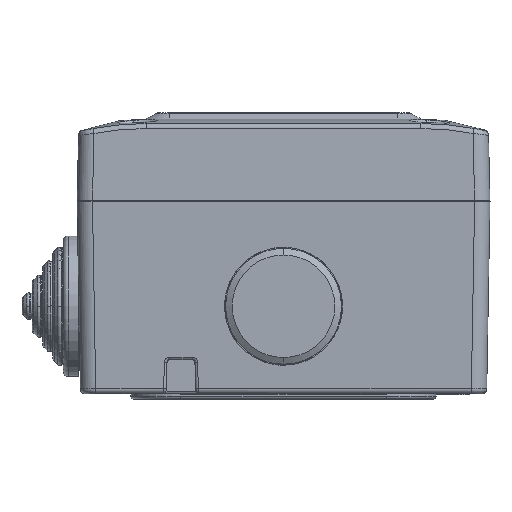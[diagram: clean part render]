
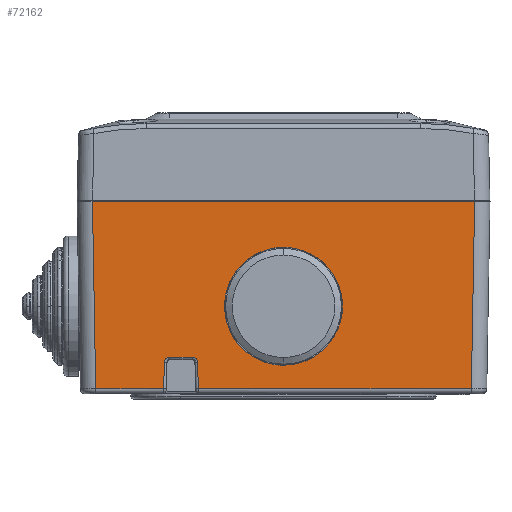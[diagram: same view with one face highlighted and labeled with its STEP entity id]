
A CAD part, left-side view. The second image highlights one B-rep face of the part: STEP entity #72162.
In plain terms, the highlighted face is planar.
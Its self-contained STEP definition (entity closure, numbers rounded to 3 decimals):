
#20 = CARTESIAN_POINT ( 'NONE',  ( 54.944, 0., -47.6 ) ) ;
#273 = VECTOR ( 'NONE', #26389, 1000. ) ;
#699 = CARTESIAN_POINT ( 'NONE',  ( 54.957, -16.787, -46.869 ) ) ;
#889 = CARTESIAN_POINT ( 'NONE',  ( 54.955, -16.783, -46.974 ) ) ;
#1917 = VECTOR ( 'NONE', #62238, 1000. ) ;
#2136 = ORIENTED_EDGE ( 'NONE', *, *, #22579, .T. ) ;
#2908 = VECTOR ( 'NONE', #48856, 1000. ) ;
#3766 = EDGE_LOOP ( 'NONE', ( #29376, #35298 ) ) ;
#4433 = CARTESIAN_POINT ( 'NONE',  ( 55.345, -23., -24.6 ) ) ;
#4667 = CARTESIAN_POINT ( 'NONE',  ( 54.965, -23.027, -46.395 ) ) ;
#5137 = AXIS2_PLACEMENT_3D ( 'NONE', #66542, #6187, #59744 ) ;
#5660 = B_SPLINE_CURVE_WITH_KNOTS ( 'NONE', 3,
 ( #65836, #12527, #54815, #53799, #59549, #66089, #699, #60328 ),
 .UNSPECIFIED., .F., .F.,
 ( 4, 1, 1, 1, 1, 4 ),
 ( 0., 0.2, 0.4, 0.6, 0.8, 1. ),
 .UNSPECIFIED. ) ;
#6187 = DIRECTION ( 'NONE',  ( 1., 0., -0.017 ) ) ;
#6661 = ORIENTED_EDGE ( 'NONE', *, *, #48196, .F. ) ;
#7366 = VERTEX_POINT ( 'NONE', #33416 ) ;
#7595 = LINE ( 'NONE', #14723, #1917 ) ;
#7956 = EDGE_CURVE ( 'NONE', #12599, #57340, #37313, .T. ) ;
#9042 = FACE_BOUND ( 'NONE', #3766, .T. ) ;
#9348 = DIRECTION ( 'NONE',  ( 0.017, -0.035, 0.999 ) ) ;
#10485 = CARTESIAN_POINT ( 'NONE',  ( 55.345, 0., -24.6 ) ) ;
#11389 = LINE ( 'NONE', #67492, #2908 ) ;
#12527 = CARTESIAN_POINT ( 'NONE',  ( 54.972, -17.678, -46.009 ) ) ;
#12599 = VERTEX_POINT ( 'NONE', #42736 ) ;
#13696 = VERTEX_POINT ( 'NONE', #20 ) ;
#14310 = ORIENTED_EDGE ( 'NONE', *, *, #30027, .F. ) ;
#14314 = VERTEX_POINT ( 'NONE', #18990 ) ;
#14357 = VERTEX_POINT ( 'NONE', #889 ) ;
#14455 = DIRECTION ( 'NONE',  ( -0.017, -0.017, -1. ) ) ;
#14723 = CARTESIAN_POINT ( 'NONE',  ( 54.972, -22.217, -46.009 ) ) ;
#15617 = CARTESIAN_POINT ( 'NONE',  ( 54.863, -16.6, -52.217 ) ) ;
#16374 = CARTESIAN_POINT ( 'NONE',  ( 54.955, -23.217, -46.974 ) ) ;
#16908 = VECTOR ( 'NONE', #9348, 1000. ) ;
#18990 = CARTESIAN_POINT ( 'NONE',  ( 54.972, -22.217, -46.009 ) ) ;
#19777 = EDGE_CURVE ( 'NONE', #47535, #51279, #30352, .T. ) ;
#20651 = CARTESIAN_POINT ( 'NONE',  ( 54.944, 23., -47.6 ) ) ;
#22546 = CARTESIAN_POINT ( 'NONE',  ( 55.345, 0., -24.6 ) ) ;
#22579 = EDGE_CURVE ( 'NONE', #7366, #14357, #5660, .T. ) ;
#23031 = CARTESIAN_POINT ( 'NONE',  ( 54.969, -22.802, -46.178 ) ) ;
#23295 = CARTESIAN_POINT ( 'NONE',  ( 54.972, -22.322, -46.009 ) ) ;
#24558 = EDGE_CURVE ( 'NONE', #56242, #13696, #38203, .T. ) ;
#24678 = CARTESIAN_POINT ( 'NONE',  ( 54.863, -23.4, -52.217 ) ) ;
#25670 = CARTESIAN_POINT ( 'NONE',  ( 55.345, 23., -24.6 ) ) ;
#25952 = VECTOR ( 'NONE', #33574, 1000. ) ;
#26389 = DIRECTION ( 'NONE',  ( 0., -1., 0. ) ) ;
#26870 = B_SPLINE_CURVE_WITH_KNOTS ( 'NONE', 3,
 ( #41711, #40663, #53544, #4667, #23031, #64812, #23295, #46929 ),
 .UNSPECIFIED., .F., .F.,
 ( 4, 1, 1, 1, 1, 4 ),
 ( 0., 0.2, 0.4, 0.6, 0.8, 1. ),
 .UNSPECIFIED. ) ;
#27519 = EDGE_CURVE ( 'NONE', #13696, #56242, #39590, .T. ) ;
#28363 = LINE ( 'NONE', #32844, #55697 ) ;
#28585 = CARTESIAN_POINT ( 'NONE',  ( 54.944, -23., -47.6 ) ) ;
#29235 = VECTOR ( 'NONE', #30742, 1000. ) ;
#29376 = ORIENTED_EDGE ( 'NONE', *, *, #24558, .F. ) ;
#29708 = CARTESIAN_POINT ( 'NONE',  ( 55.501, -37.266, -15.7 ) ) ;
#29723 = ORIENTED_EDGE ( 'NONE', *, *, #69552, .T. ) ;
#30027 = EDGE_CURVE ( 'NONE', #43698, #31069, #64038, .T. ) ;
#30231 = EDGE_CURVE ( 'NONE', #45710, #57340, #11389, .T. ) ;
#30352 = LINE ( 'NONE', #61867, #273 ) ;
#30742 = DIRECTION ( 'NONE',  ( 0., -1., 0. ) ) ;
#31069 = VERTEX_POINT ( 'NONE', #52681 ) ;
#32844 = CARTESIAN_POINT ( 'NONE',  ( 55.501, 37.266, -15.7 ) ) ;
#33416 = CARTESIAN_POINT ( 'NONE',  ( 54.972, -17.783, -46.009 ) ) ;
#33574 = DIRECTION ( 'NONE',  ( 0.017, -0.017, 1. ) ) ;
#33970 = DIRECTION ( 'NONE',  ( -0.017, -0.035, -0.999 ) ) ;
#35298 = ORIENTED_EDGE ( 'NONE', *, *, #27519, .F. ) ;
#36647 = PLANE ( 'NONE',  #5137 ) ;
#37231 = FACE_OUTER_BOUND ( 'NONE', #47094, .T. ) ;
#37313 = LINE ( 'NONE', #45847, #25952 ) ;
#38203 =( BOUNDED_CURVE ( )  B_SPLINE_CURVE ( 3, ( #22546, #4433, #28585, #76688 ),
 .UNSPECIFIED., .F., .T. ) 
 B_SPLINE_CURVE_WITH_KNOTS ( ( 4, 4 ),
 ( 3.142, 6.283 ),
 .UNSPECIFIED. ) 
 CURVE ( )  GEOMETRIC_REPRESENTATION_ITEM ( )  RATIONAL_B_SPLINE_CURVE ( ( 1., 0.333, 0.333, 1. ) ) 
 REPRESENTATION_ITEM ( '' )  );
#39590 =( BOUNDED_CURVE ( )  B_SPLINE_CURVE ( 3, ( #74277, #20651, #25670, #74018 ),
 .UNSPECIFIED., .F., .T. ) 
 B_SPLINE_CURVE_WITH_KNOTS ( ( 4, 4 ),
 ( 0., 3.142 ),
 .UNSPECIFIED. ) 
 CURVE ( )  GEOMETRIC_REPRESENTATION_ITEM ( )  RATIONAL_B_SPLINE_CURVE ( ( 1., 0.333, 0.333, 1. ) ) 
 REPRESENTATION_ITEM ( '' )  );
#40663 = CARTESIAN_POINT ( 'NONE',  ( 54.957, -23.213, -46.869 ) ) ;
#41711 = CARTESIAN_POINT ( 'NONE',  ( 54.955, -23.217, -46.974 ) ) ;
#42736 = CARTESIAN_POINT ( 'NONE',  ( 54.863, -36.628, -52.217 ) ) ;
#43414 = CARTESIAN_POINT ( 'NONE',  ( 54.863, 36.628, -52.217 ) ) ;
#43698 = VERTEX_POINT ( 'NONE', #16374 ) ;
#44381 = ORIENTED_EDGE ( 'NONE', *, *, #7956, .F. ) ;
#45710 = VERTEX_POINT ( 'NONE', #76183 ) ;
#45847 = CARTESIAN_POINT ( 'NONE',  ( 54.863, -36.628, -52.217 ) ) ;
#46929 = CARTESIAN_POINT ( 'NONE',  ( 54.972, -22.217, -46.009 ) ) ;
#47094 = EDGE_LOOP ( 'NONE', ( #67264, #29723, #2136, #69119, #53163, #6661, #76666, #44381, #62066, #14310 ) ) ;
#47535 = VERTEX_POINT ( 'NONE', #43414 ) ;
#48196 = EDGE_CURVE ( 'NONE', #45710, #47535, #28363, .T. ) ;
#48856 = DIRECTION ( 'NONE',  ( 0., -1., 0. ) ) ;
#51279 = VERTEX_POINT ( 'NONE', #68997 ) ;
#51828 = VECTOR ( 'NONE', #33970, 1000. ) ;
#52681 = CARTESIAN_POINT ( 'NONE',  ( 54.863, -23.4, -52.217 ) ) ;
#53163 = ORIENTED_EDGE ( 'NONE', *, *, #19777, .F. ) ;
#53544 = CARTESIAN_POINT ( 'NONE',  ( 54.96, -23.175, -46.671 ) ) ;
#53799 = CARTESIAN_POINT ( 'NONE',  ( 54.969, -17.198, -46.178 ) ) ;
#54815 = CARTESIAN_POINT ( 'NONE',  ( 54.971, -17.48, -46.04 ) ) ;
#55697 = VECTOR ( 'NONE', #14455, 1000. ) ;
#56242 = VERTEX_POINT ( 'NONE', #10485 ) ;
#57340 = VERTEX_POINT ( 'NONE', #29708 ) ;
#57782 = EDGE_CURVE ( 'NONE', #43698, #14314, #26870, .T. ) ;
#59549 = CARTESIAN_POINT ( 'NONE',  ( 54.965, -16.973, -46.394 ) ) ;
#59744 = DIRECTION ( 'NONE',  ( 0., -1., 0. ) ) ;
#60328 = CARTESIAN_POINT ( 'NONE',  ( 54.955, -16.783, -46.974 ) ) ;
#61209 = LINE ( 'NONE', #24678, #29235 ) ;
#61867 = CARTESIAN_POINT ( 'NONE',  ( 54.863, 36.628, -52.217 ) ) ;
#62066 = ORIENTED_EDGE ( 'NONE', *, *, #63014, .F. ) ;
#62238 = DIRECTION ( 'NONE',  ( 0., 1., 0. ) ) ;
#63014 = EDGE_CURVE ( 'NONE', #31069, #12599, #61209, .T. ) ;
#64038 = LINE ( 'NONE', #75964, #51828 ) ;
#64450 = EDGE_CURVE ( 'NONE', #51279, #14357, #71422, .T. ) ;
#64812 = CARTESIAN_POINT ( 'NONE',  ( 54.971, -22.521, -46.04 ) ) ;
#65836 = CARTESIAN_POINT ( 'NONE',  ( 54.972, -17.783, -46.009 ) ) ;
#66089 = CARTESIAN_POINT ( 'NONE',  ( 54.96, -16.825, -46.671 ) ) ;
#66542 = CARTESIAN_POINT ( 'NONE',  ( 55.499, 42.005, -15.779 ) ) ;
#67264 = ORIENTED_EDGE ( 'NONE', *, *, #57782, .T. ) ;
#67492 = CARTESIAN_POINT ( 'NONE',  ( 55.501, 37.266, -15.7 ) ) ;
#68997 = CARTESIAN_POINT ( 'NONE',  ( 54.863, -16.6, -52.217 ) ) ;
#69119 = ORIENTED_EDGE ( 'NONE', *, *, #64450, .F. ) ;
#69552 = EDGE_CURVE ( 'NONE', #14314, #7366, #7595, .T. ) ;
#71422 = LINE ( 'NONE', #15617, #16908 ) ;
#72162 = ADVANCED_FACE ( 'NONE', ( #37231, #9042 ), #36647, .T. ) ;
#74018 = CARTESIAN_POINT ( 'NONE',  ( 55.345, 0., -24.6 ) ) ;
#74277 = CARTESIAN_POINT ( 'NONE',  ( 54.944, 0., -47.6 ) ) ;
#75964 = CARTESIAN_POINT ( 'NONE',  ( 54.955, -23.217, -46.974 ) ) ;
#76183 = CARTESIAN_POINT ( 'NONE',  ( 55.501, 37.266, -15.7 ) ) ;
#76666 = ORIENTED_EDGE ( 'NONE', *, *, #30231, .T. ) ;
#76688 = CARTESIAN_POINT ( 'NONE',  ( 54.944, 0., -47.6 ) ) ;
